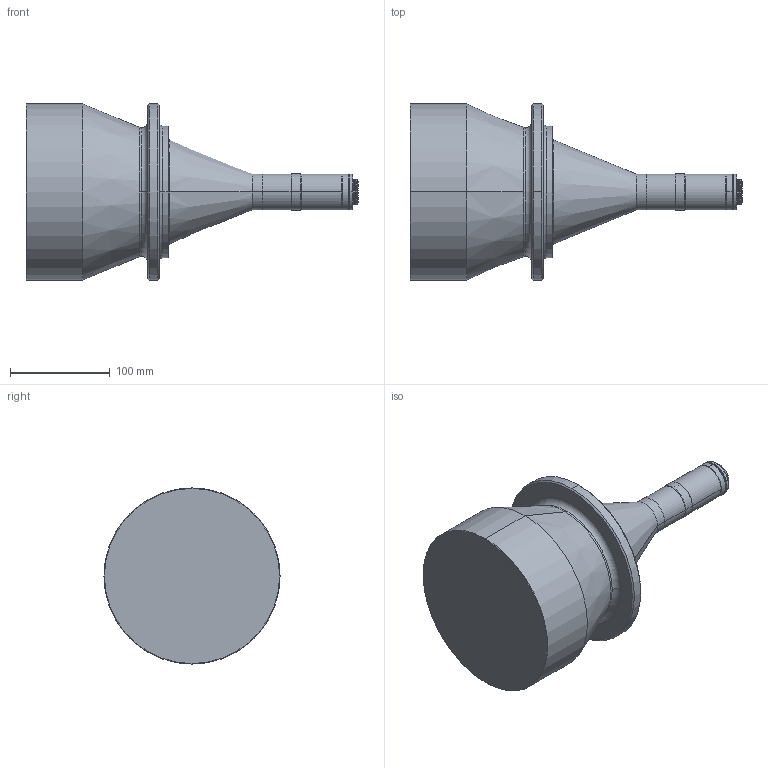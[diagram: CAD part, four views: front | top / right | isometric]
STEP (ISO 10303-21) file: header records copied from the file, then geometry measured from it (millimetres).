
FILE_DESCRIPTION (( 'STEP AP214' ), '1' );
FILE_NAME ('610041.STEP', '2019-10-21T06:45:30', ( '' ), ( '' ), 'SwSTEP 2.0', 'SolidWorks 2016', '' );
FILE_SCHEMA (( 'AUTOMOTIVE_DESIGN' ));
Length unit declared in the file: millimetre
Products named in the file (1): 610041
Bounding box: 332.63 x 176.5 x 176.5 mm (x, y, z)
Surface area: 213605.6 mm2 (no closed solid volume)
Topology: 0 solids, 7 shells, 242 faces, 549 edges, 332 vertices
Faces by surface type: cylinder 108, cone 91, plane 31, torus 8, bspline 4
Entity records: 7484 total; most frequent: CARTESIAN_POINT 1850, DIRECTION 1298, ORIENTED_EDGE 1062, AXIS2_PLACEMENT_3D 546, EDGE_CURVE 543, VERTEX_POINT 332, CIRCLE 307, EDGE_LOOP 279
